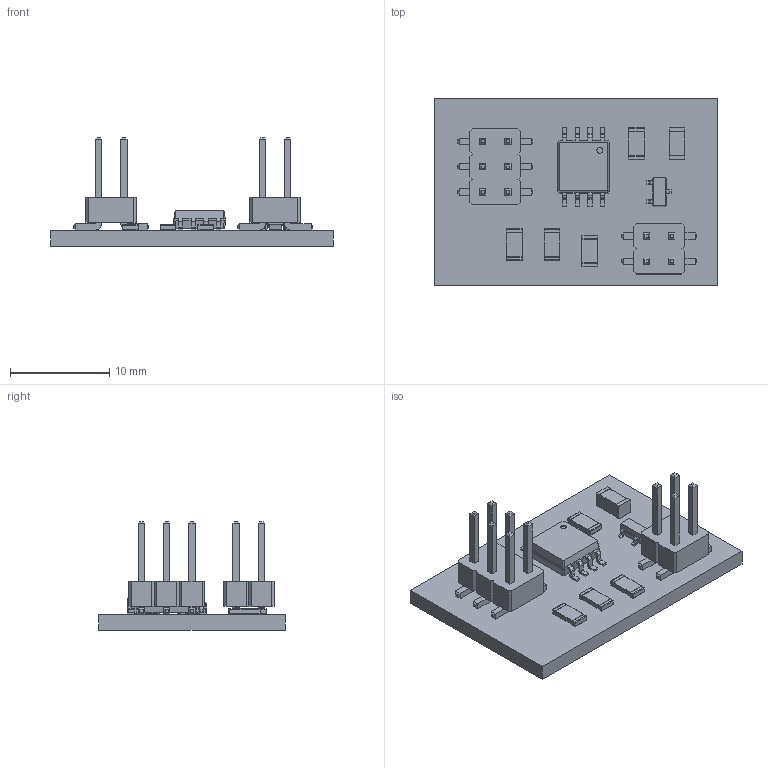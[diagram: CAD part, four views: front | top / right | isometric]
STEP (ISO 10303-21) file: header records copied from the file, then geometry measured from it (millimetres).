
FILE_DESCRIPTION(('KiCad electronic assembly'),'2;1');
FILE_NAME('hello.RGB.step','2018-10-07T17:41:04',('An Author'),( 'A Company'),'Open CASCADE STEP processor 6.9', 'KiCad to STEP converter','Unknown');
FILE_SCHEMA(('AUTOMOTIVE_DESIGN { 1 0 10303 214 1 1 1 1 }'));
Length unit declared in the file: millimetre
Products named in the file (14): Open CASCADE STEP translator 6.9 1; SOIJ-8_5.3x5.3mm_P1.27mm; SOLID; C_1206_3216Metric; R_1206_3216Metric; SOT-23; PinHeader_2x03_P2.54mm_Vertical_SMD; PinHeader_2x02_P2.54mm_Vertical_SMD
Assembly tree (16 placements, depth 3):
  Open CASCADE STEP translator 6.9 1
    SOIJ-8_5.3x5.3mm_P1.27mm
      SOLID
    C_1206_3216Metric
      SOLID
    R_1206_3216Metric  x4
      SOLID
    SOT-23
      SOLID
    PinHeader_2x03_P2.54mm_Vertical_SMD
      SOLID
    PinHeader_2x02_P2.54mm_Vertical_SMD
      SOLID
    SOLID
Bounding box: 28.45 x 18.8 x 10.95 mm (x, y, z)
Volume: 1125.8 mm3; surface area: 1902 mm2
Topology: 10 solids, 10 shells, 618 faces, 1531 edges, 956 vertices
Faces by surface type: plane 460, cylinder 99, bspline 59
Full cylindrical faces by diameter (mm): 0.6 x1
Entity records: 36871 total; most frequent: CARTESIAN_POINT 6192, DIRECTION 4886, LINE 3504, VECTOR 3504, ORIENTED_EDGE 2654, PCURVE 2654, DEFINITIONAL_REPRESENTATION 2654, EDGE_CURVE 1327
